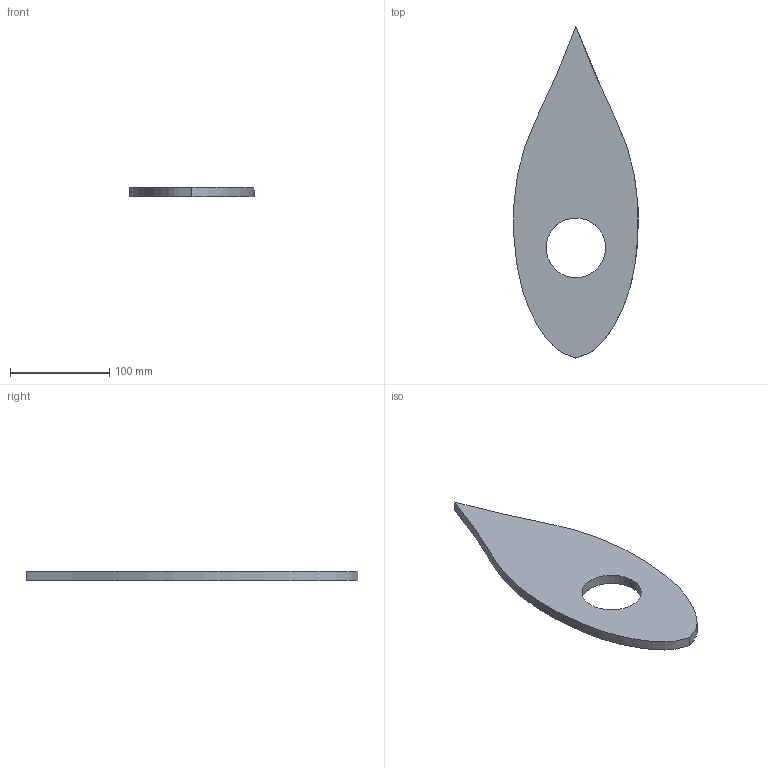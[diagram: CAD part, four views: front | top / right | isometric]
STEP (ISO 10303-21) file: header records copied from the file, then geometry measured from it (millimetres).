
FILE_DESCRIPTION(/* description */ (''),/* implementation_level */ '2;1');
FILE_NAME(/* name */ '',/* time_stamp */ '2024-04-16T18:08:06+09:00',/* author */ (''),/* organization */ (''),/* preprocessor_version */ 'ST-DEVELOPER v20',/* originating_system */ 'Autodesk Translation Framework v12.20.1.177',/* authorisation */ '');
FILE_SCHEMA (('AUTOMOTIVE_DESIGN { 1 0 10303 214 3 1 1 }'));
Length unit declared in the file: millimetre
Products named in the file (1): frontwheel底
Bounding box: 125.24 x 334.42 x 10 mm (x, y, z)
Volume: 255573.4 mm3; surface area: 60377.3 mm2
Topology: 1 solids, 1 shells, 5 faces, 9 edges, 6 vertices
Faces by surface type: bspline 2, plane 2, cylinder 1
Full cylindrical faces by diameter (mm): 60 x1
Entity records: 416 total; most frequent: CARTESIAN_POINT 295, ORIENTED_EDGE 18, DIRECTION 15, EDGE_CURVE 9, EDGE_LOOP 7, VERTEX_POINT 6, AXIS2_PLACEMENT_3D 6, FACE_OUTER_BOUND 5
